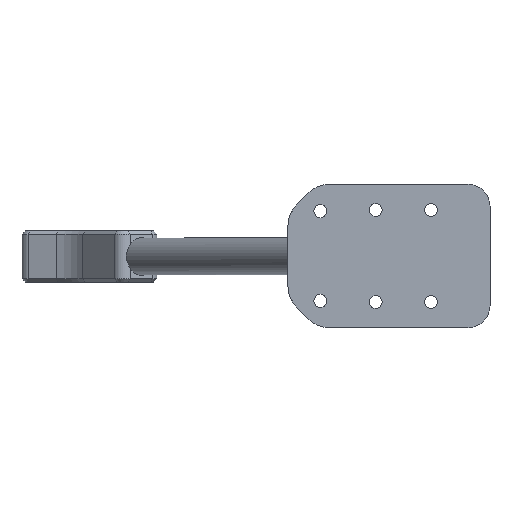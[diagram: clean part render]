
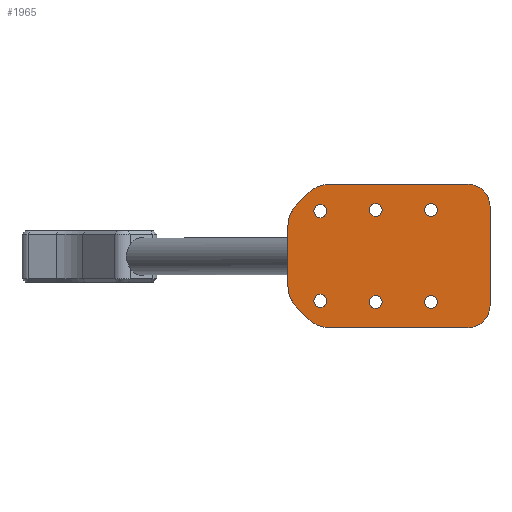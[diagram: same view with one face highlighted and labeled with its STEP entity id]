
A CAD part, top view. The second image highlights one B-rep face of the part: STEP entity #1965.
In plain terms, the highlighted planar face has unit normal (0, 0, 1).
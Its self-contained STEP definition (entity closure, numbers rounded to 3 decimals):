
#26=FACE_BOUND('',#631,.T.);
#27=FACE_BOUND('',#632,.T.);
#28=FACE_BOUND('',#633,.T.);
#29=FACE_BOUND('',#634,.T.);
#30=FACE_BOUND('',#635,.T.);
#31=FACE_BOUND('',#636,.T.);
#114=LINE('',#3100,#289);
#121=LINE('',#3130,#296);
#136=LINE('',#3206,#311);
#138=LINE('',#3210,#313);
#139=LINE('',#3214,#314);
#140=LINE('',#3218,#315);
#289=VECTOR('',#2384,10.);
#296=VECTOR('',#2417,10.);
#311=VECTOR('',#2464,10.);
#313=VECTOR('',#2468,10.);
#314=VECTOR('',#2471,10.);
#315=VECTOR('',#2474,10.);
#505=FACE_OUTER_BOUND('',#630,.T.);
#630=EDGE_LOOP('',(#1454,#1455,#1456,#1457,#1458,#1459,#1460,#1461,#1462,
#1463,#1464,#1465));
#631=EDGE_LOOP('',(#1466));
#632=EDGE_LOOP('',(#1467));
#633=EDGE_LOOP('',(#1468));
#634=EDGE_LOOP('',(#1469));
#635=EDGE_LOOP('',(#1470));
#636=EDGE_LOOP('',(#1471));
#741=CIRCLE('',#2103,6.);
#743=CIRCLE('',#2107,8.);
#745=CIRCLE('',#2110,1.75);
#747=CIRCLE('',#2113,1.75);
#749=CIRCLE('',#2116,1.75);
#751=CIRCLE('',#2120,8.);
#760=CIRCLE('',#2135,8.);
#761=CIRCLE('',#2136,8.);
#762=CIRCLE('',#2137,6.);
#763=CIRCLE('',#2138,1.75);
#764=CIRCLE('',#2139,1.75);
#765=CIRCLE('',#2140,1.75);
#855=VERTEX_POINT('',#3090);
#856=VERTEX_POINT('',#3092);
#858=VERTEX_POINT('',#3098);
#860=VERTEX_POINT('',#3104);
#862=VERTEX_POINT('',#3110);
#864=VERTEX_POINT('',#3116);
#866=VERTEX_POINT('',#3122);
#868=VERTEX_POINT('',#3128);
#869=VERTEX_POINT('',#3133);
#891=VERTEX_POINT('',#3205);
#892=VERTEX_POINT('',#3209);
#893=VERTEX_POINT('',#3211);
#894=VERTEX_POINT('',#3213);
#895=VERTEX_POINT('',#3215);
#896=VERTEX_POINT('',#3217);
#897=VERTEX_POINT('',#3220);
#898=VERTEX_POINT('',#3222);
#899=VERTEX_POINT('',#3224);
#1051=EDGE_CURVE('',#856,#855,#741,.T.);
#1055=EDGE_CURVE('',#858,#855,#114,.T.);
#1058=EDGE_CURVE('',#860,#858,#743,.T.);
#1061=EDGE_CURVE('',#862,#862,#745,.T.);
#1064=EDGE_CURVE('',#864,#864,#747,.T.);
#1067=EDGE_CURVE('',#866,#866,#749,.T.);
#1070=EDGE_CURVE('',#868,#860,#121,.T.);
#1073=EDGE_CURVE('',#869,#868,#751,.T.);
#1100=EDGE_CURVE('',#856,#891,#136,.T.);
#1102=EDGE_CURVE('',#869,#892,#138,.T.);
#1103=EDGE_CURVE('',#892,#893,#760,.T.);
#1104=EDGE_CURVE('',#893,#894,#139,.T.);
#1105=EDGE_CURVE('',#894,#895,#761,.T.);
#1106=EDGE_CURVE('',#895,#896,#140,.T.);
#1107=EDGE_CURVE('',#891,#896,#762,.T.);
#1108=EDGE_CURVE('',#897,#897,#763,.T.);
#1109=EDGE_CURVE('',#898,#898,#764,.T.);
#1110=EDGE_CURVE('',#899,#899,#765,.T.);
#1454=ORIENTED_EDGE('',*,*,#1102,.T.);
#1455=ORIENTED_EDGE('',*,*,#1103,.T.);
#1456=ORIENTED_EDGE('',*,*,#1104,.T.);
#1457=ORIENTED_EDGE('',*,*,#1105,.T.);
#1458=ORIENTED_EDGE('',*,*,#1106,.T.);
#1459=ORIENTED_EDGE('',*,*,#1107,.F.);
#1460=ORIENTED_EDGE('',*,*,#1100,.F.);
#1461=ORIENTED_EDGE('',*,*,#1051,.T.);
#1462=ORIENTED_EDGE('',*,*,#1055,.F.);
#1463=ORIENTED_EDGE('',*,*,#1058,.F.);
#1464=ORIENTED_EDGE('',*,*,#1070,.F.);
#1465=ORIENTED_EDGE('',*,*,#1073,.F.);
#1466=ORIENTED_EDGE('',*,*,#1064,.F.);
#1467=ORIENTED_EDGE('',*,*,#1061,.F.);
#1468=ORIENTED_EDGE('',*,*,#1067,.F.);
#1469=ORIENTED_EDGE('',*,*,#1108,.T.);
#1470=ORIENTED_EDGE('',*,*,#1109,.T.);
#1471=ORIENTED_EDGE('',*,*,#1110,.T.);
#1893=PLANE('',#2134);
#1965=ADVANCED_FACE('',(#505,#26,#27,#28,#29,#30,#31),#1893,.T.);
#2103=AXIS2_PLACEMENT_3D('',#3093,#2377,#2378);
#2107=AXIS2_PLACEMENT_3D('',#3106,#2390,#2391);
#2110=AXIS2_PLACEMENT_3D('',#3112,#2397,#2398);
#2113=AXIS2_PLACEMENT_3D('',#3118,#2404,#2405);
#2116=AXIS2_PLACEMENT_3D('',#3124,#2411,#2412);
#2120=AXIS2_PLACEMENT_3D('',#3135,#2423,#2424);
#2134=AXIS2_PLACEMENT_3D('',#3208,#2466,#2467);
#2135=AXIS2_PLACEMENT_3D('',#3212,#2469,#2470);
#2136=AXIS2_PLACEMENT_3D('',#3216,#2472,#2473);
#2137=AXIS2_PLACEMENT_3D('',#3219,#2475,#2476);
#2138=AXIS2_PLACEMENT_3D('',#3221,#2477,#2478);
#2139=AXIS2_PLACEMENT_3D('',#3223,#2479,#2480);
#2140=AXIS2_PLACEMENT_3D('',#3225,#2481,#2482);
#2377=DIRECTION('center_axis',(0.,0.,
1.));
#2378=DIRECTION('ref_axis',(0.707,0.707,0.));
#2384=DIRECTION('',(1.,0.,0.));
#2390=DIRECTION('center_axis',(0.,0.,
-1.));
#2391=DIRECTION('ref_axis',(-0.707,0.707,0.));
#2397=DIRECTION('center_axis',(0.,0.,
1.));
#2398=DIRECTION('ref_axis',(0.826,-0.564,0.));
#2404=DIRECTION('center_axis',(0.,0.,
1.));
#2405=DIRECTION('ref_axis',(0.826,-0.564,0.));
#2411=DIRECTION('center_axis',(0.,0.,
1.));
#2412=DIRECTION('ref_axis',(0.826,-0.564,0.));
#2417=DIRECTION('',(0.707,0.707,0.));
#2423=DIRECTION('center_axis',(0.,0.,
-1.));
#2424=DIRECTION('ref_axis',(-1.,0.,0.));
#2464=DIRECTION('',(0.,-1.,0.));
#2466=DIRECTION('center_axis',(0.,0.,
1.));
#2467=DIRECTION('ref_axis',(0.826,0.564,0.));
#2468=DIRECTION('',(0.,-1.,0.));
#2469=DIRECTION('center_axis',(0.,0.,
1.));
#2470=DIRECTION('ref_axis',(-1.,0.,0.));
#2471=DIRECTION('',(0.707,-0.707,0.));
#2472=DIRECTION('center_axis',(0.,0.,
1.));
#2473=DIRECTION('ref_axis',(-0.707,-0.707,0.));
#2474=DIRECTION('',(1.,0.,0.));
#2475=DIRECTION('center_axis',(0.,0.,
-1.));
#2476=DIRECTION('ref_axis',(0.707,-0.707,0.));
#2477=DIRECTION('center_axis',(0.,0.,-1.));
#2478=DIRECTION('ref_axis',(0.826,0.564,0.));
#2479=DIRECTION('center_axis',(0.,0.,-1.));
#2480=DIRECTION('ref_axis',(0.826,0.564,0.));
#2481=DIRECTION('center_axis',(0.,0.,-1.));
#2482=DIRECTION('ref_axis',(0.826,0.564,0.));
#3090=CARTESIAN_POINT('',(-5.913,19.5,0.));
#3092=CARTESIAN_POINT('',(0.087,13.5,0.));
#3093=CARTESIAN_POINT('Origin',(-5.913,13.5,0.));
#3098=CARTESIAN_POINT('',(-43.412,19.5,0.));
#3100=CARTESIAN_POINT('',(-11.913,19.5,0.));
#3104=CARTESIAN_POINT('',(-49.069,17.157,0.));
#3106=CARTESIAN_POINT('Origin',(-43.412,11.5,0.));
#3110=CARTESIAN_POINT('',(-32.385,13.487,0.));
#3112=CARTESIAN_POINT('Origin',(-30.94,12.5,0.));
#3116=CARTESIAN_POINT('',(-17.385,13.487,0.));
#3118=CARTESIAN_POINT('Origin',(-15.94,12.5,0.));
#3122=CARTESIAN_POINT('',(-47.385,13.157,0.));
#3124=CARTESIAN_POINT('Origin',(-45.94,12.17,0.));
#3128=CARTESIAN_POINT('',(-52.382,13.843,0.));
#3130=CARTESIAN_POINT('',(-52.382,13.843,0.));
#3133=CARTESIAN_POINT('',(-54.725,8.186,0.));
#3135=CARTESIAN_POINT('Origin',(-46.725,8.186,0.));
#3205=CARTESIAN_POINT('',(0.087,-13.5,0.));
#3206=CARTESIAN_POINT('',(0.087,-10.077,0.));
#3208=CARTESIAN_POINT('Origin',(-29.854,-0.653,0.));
#3209=CARTESIAN_POINT('',(-54.725,-8.186,0.));
#3210=CARTESIAN_POINT('',(-54.725,8.186,0.));
#3211=CARTESIAN_POINT('',(-52.382,-13.843,0.));
#3212=CARTESIAN_POINT('Origin',(-46.725,-8.186,0.));
#3213=CARTESIAN_POINT('',(-49.069,-17.157,0.));
#3214=CARTESIAN_POINT('',(-52.382,-13.843,0.));
#3215=CARTESIAN_POINT('',(-43.412,-19.5,0.));
#3216=CARTESIAN_POINT('Origin',(-43.412,-11.5,0.));
#3217=CARTESIAN_POINT('',(-5.913,-19.5,0.));
#3218=CARTESIAN_POINT('',(-11.913,-19.5,0.));
#3219=CARTESIAN_POINT('Origin',(-5.913,-13.5,0.));
#3220=CARTESIAN_POINT('',(-47.385,-13.157,0.));
#3221=CARTESIAN_POINT('Origin',(-45.94,-12.17,0.));
#3222=CARTESIAN_POINT('',(-32.385,-13.487,0.));
#3223=CARTESIAN_POINT('Origin',(-30.94,-12.5,0.));
#3224=CARTESIAN_POINT('',(-17.385,-13.487,0.));
#3225=CARTESIAN_POINT('Origin',(-15.94,-12.5,0.));
